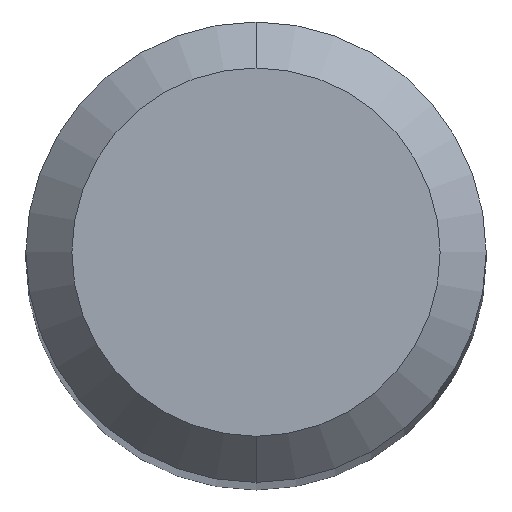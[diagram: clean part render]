
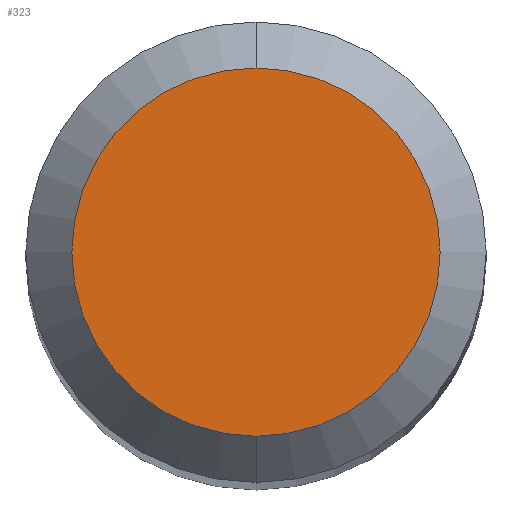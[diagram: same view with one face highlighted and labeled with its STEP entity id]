
A CAD part, top view. The second image highlights one B-rep face of the part: STEP entity #323.
In plain terms, the highlighted planar face has unit normal (0, 0, 1).
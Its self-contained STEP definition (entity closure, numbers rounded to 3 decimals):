
#177=EDGE_CURVE('',#289,#459,#484,.T.);
#289=VERTEX_POINT('',#610);
#323=ADVANCED_FACE('',(#646),#647,.T.);
#423=EDGE_CURVE('',#459,#289,#759,.T.);
#459=VERTEX_POINT('',#796);
#484=CIRCLE('',#814,1.2);
#610=CARTESIAN_POINT('',(0.0,1.2,0.0));
#646=FACE_OUTER_BOUND('',#1055,.T.);
#647=PLANE('',#1056);
#759=CIRCLE('',#1266,1.2);
#796=CARTESIAN_POINT('',(0.,-1.2,0.0));
#814=AXIS2_PLACEMENT_3D('',#1445,#1446,#1447);
#1055=EDGE_LOOP('',(#1646,#1647));
#1056=AXIS2_PLACEMENT_3D('',#1648,#1649,#1650);
#1266=AXIS2_PLACEMENT_3D('',#1784,#1785,#1786);
#1445=CARTESIAN_POINT('',(0.0,0.0,0.0));
#1446=DIRECTION('',(0.0,0.0,-1.0));
#1447=DIRECTION('',(0.0,1.0,0.0));
#1646=ORIENTED_EDGE('',*,*,#177,.F.);
#1647=ORIENTED_EDGE('',*,*,#423,.F.);
#1648=CARTESIAN_POINT('',(0.0,0.6,0.0));
#1649=DIRECTION('',(-0.0,0.0,1.0));
#1650=DIRECTION('',(0.0,-1.0,0.0));
#1784=CARTESIAN_POINT('',(0.0,0.0,0.0));
#1785=DIRECTION('',(0.0,0.0,-1.0));
#1786=DIRECTION('',(0.0,1.0,0.0));
